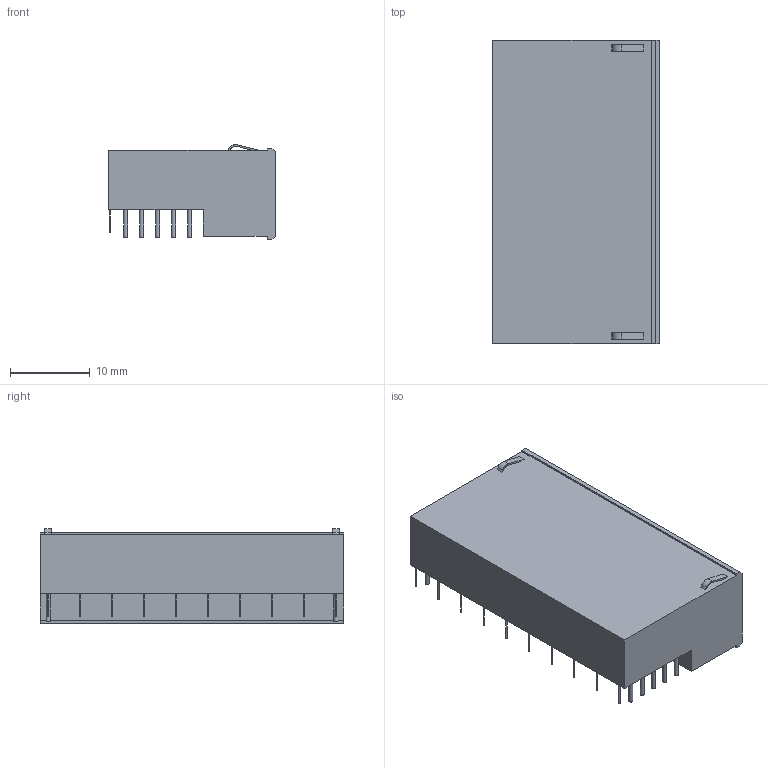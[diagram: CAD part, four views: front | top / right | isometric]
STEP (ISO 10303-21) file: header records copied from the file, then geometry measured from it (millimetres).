
FILE_DESCRIPTION((''),'2;1');
FILE_NAME('HARTING_17.25.095.2102.stp','2008-05-30T14:48:32',(''),(''),'Mechanical Desktop 2008','Mechanical Desktop 2008',', , ');
FILE_SCHEMA(('AUTOMOTIVE_DESIGN { 1 2 10303 214 1 1 1 1 }'));
Length unit declared in the file: millimetre
Products named in the file (3): ProductA; Product1; Product
Bounding box: 20.8 x 37.9 x 11.82 mm (x, y, z)
Volume: 7010.7 mm3; surface area: 2876.8 mm2
Topology: 1 solids, 1 shells, 120 faces, 264 edges, 176 vertices
Faces by surface type: bspline 120
Entity records: 3389 total; most frequent: CARTESIAN_POINT 1603, ORIENTED_EDGE 528, EDGE_CURVE 264, VERTEX_POINT 176, EDGE_LOOP 154, B_SPLINE_CURVE_WITH_KNOTS 126, FACE_OUTER_BOUND 120, ADVANCED_FACE 120
